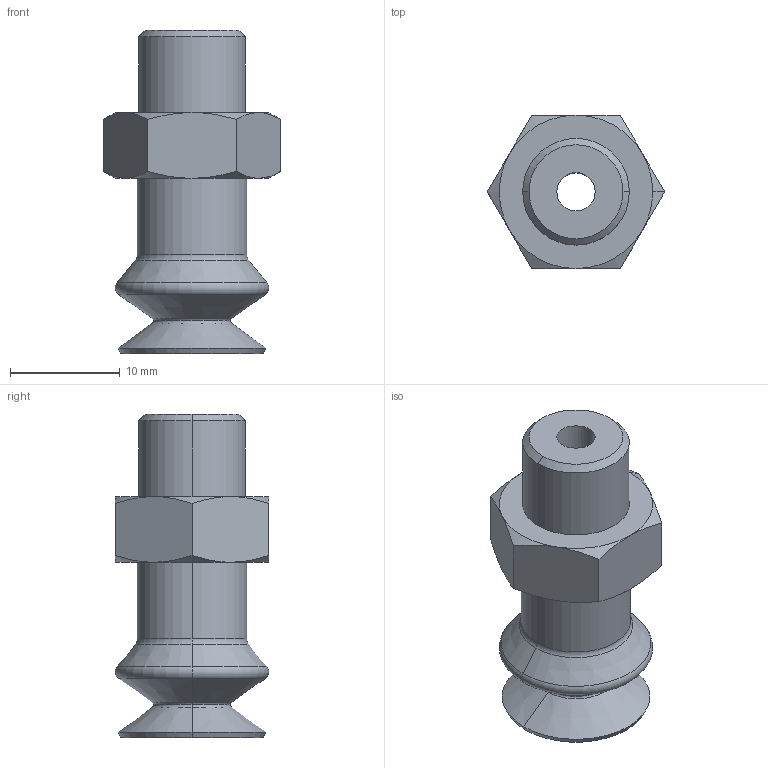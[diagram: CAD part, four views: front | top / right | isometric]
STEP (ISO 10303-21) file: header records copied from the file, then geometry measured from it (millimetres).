
FILE_DESCRIPTION (( 'STEP AP203' ), '1' );
FILE_NAME ('10.01.06.00384.step', '2021-04-14T12:45:40', ( '' ), ( '' ), 'SwSTEP 2.0', 'SolidWorks 2021', '' );
FILE_SCHEMA (( 'CONFIG_CONTROL_DESIGN' ));
Length unit declared in the file: millimetre
Products named in the file (1): 10.01.06.00384
Bounding box: 16.17 x 14 x 29.5 mm (x, y, z)
Volume: 2334.1 mm3; surface area: 2064.1 mm2
Topology: 1 solids, 1 shells, 64 faces, 132 edges, 74 vertices
Faces by surface type: cone 30, torus 14, plane 12, cylinder 8
Entity records: 1733 total; most frequent: CARTESIAN_POINT 319, DIRECTION 314, ORIENTED_EDGE 264, AXIS2_PLACEMENT_3D 141, EDGE_CURVE 132, CIRCLE 76, VERTEX_POINT 74, EDGE_LOOP 70
